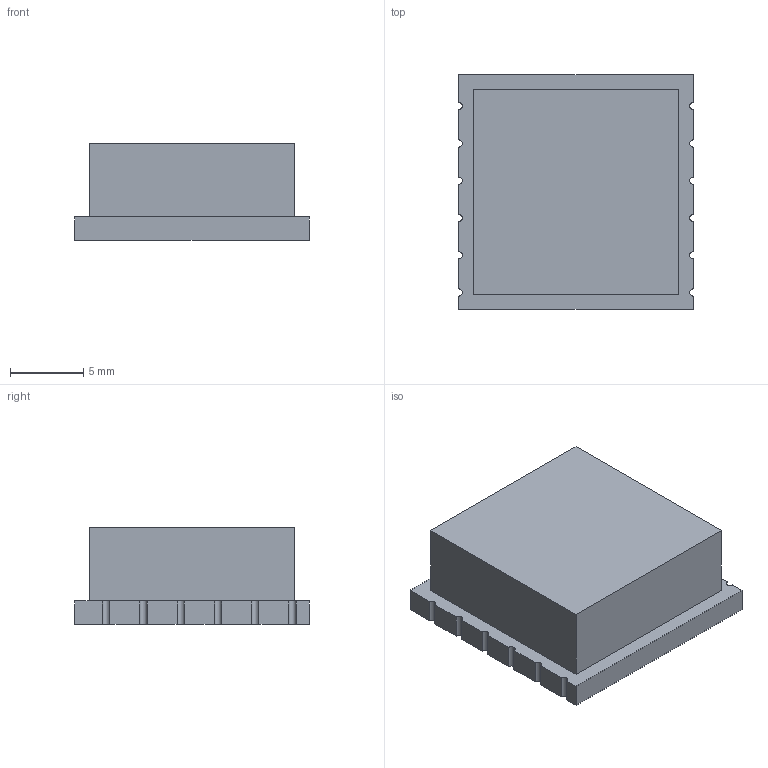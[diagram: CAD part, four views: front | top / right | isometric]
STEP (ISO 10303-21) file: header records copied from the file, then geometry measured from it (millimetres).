
FILE_DESCRIPTION(('FreeCAD Model'),'2;1');
FILE_NAME('Open CASCADE Shape Model','2024-12-15T10:50:34',('Author'),( ''),'Open CASCADE STEP processor 7.8','FreeCAD','Unknown');
FILE_SCHEMA(('AUTOMOTIVE_DESIGN { 1 0 10303 214 1 1 1 1 }'));
Length unit declared in the file: millimetre
Products named in the file (1): Body
Bounding box: 16 x 16 x 6.6 mm (x, y, z)
Volume: 1387.7 mm3; surface area: 897.5 mm2
Topology: 1 solids, 1 shells, 35 faces, 108 edges, 76 vertices
Faces by surface type: plane 23, cylinder 12
Entity records: 2768 total; most frequent: CARTESIAN_POINT 652, DIRECTION 396, LINE 252, VECTOR 252, ORIENTED_EDGE 216, PCURVE 216, DEFINITIONAL_REPRESENTATION 216, EDGE_CURVE 108
